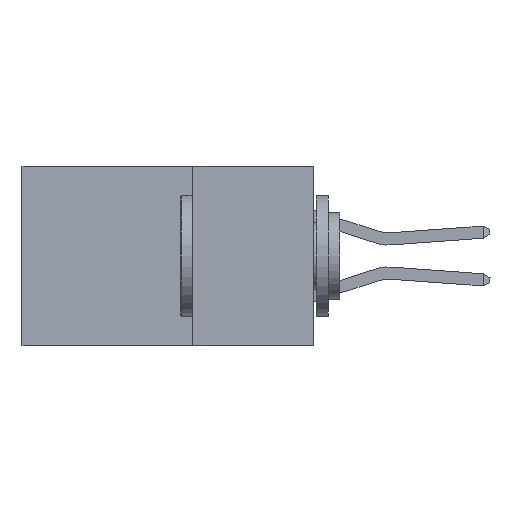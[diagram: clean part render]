
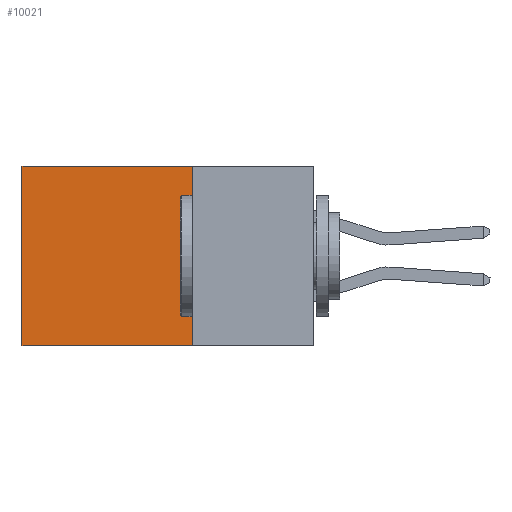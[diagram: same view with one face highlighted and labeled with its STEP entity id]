
A CAD part, left-side view. The second image highlights one B-rep face of the part: STEP entity #10021.
In plain terms, the highlighted planar face has unit normal (-1, 0, 0).
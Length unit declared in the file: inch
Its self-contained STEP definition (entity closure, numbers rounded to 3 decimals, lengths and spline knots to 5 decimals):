
#1444 = CARTESIAN_POINT ( 'NONE',  ( 0.2875, 0.6, 0. ) ) ;
#3662 = VERTEX_POINT ( 'NONE', #21578 ) ;
#4589 = PLANE ( 'NONE',  #12496 ) ;
#5784 = CARTESIAN_POINT ( 'NONE',  ( 0.2875, 0.25, 0. ) ) ;
#6818 = LINE ( 'NONE', #16676, #19751 ) ;
#6916 = DIRECTION ( 'NONE',  ( 0., 0., -1. ) ) ;
#7454 = DIRECTION ( 'NONE',  ( 0., 1., 0. ) ) ;
#7737 = VERTEX_POINT ( 'NONE', #14672 ) ;
#8169 = LINE ( 'NONE', #24917, #28626 ) ;
#8666 = ORIENTED_EDGE ( 'NONE', *, *, #17614, .F. ) ;
#9347 = VERTEX_POINT ( 'NONE', #1444 ) ;
#9492 = EDGE_CURVE ( 'NONE', #9810, #9347, #23155, .T. ) ;
#9810 = VERTEX_POINT ( 'NONE', #23958 ) ;
#10021 = ADVANCED_FACE ( 'NONE', ( #26370 ), #4589, .F. ) ;
#10610 = DIRECTION ( 'NONE',  ( 0., 0., -1. ) ) ;
#10704 = ORIENTED_EDGE ( 'NONE', *, *, #15571, .T. ) ;
#10773 = ORIENTED_EDGE ( 'NONE', *, *, #9492, .T. ) ;
#12496 = AXIS2_PLACEMENT_3D ( 'NONE', #27791, #29716, #13658 ) ;
#13658 = DIRECTION ( 'NONE',  ( 0., 0., -1. ) ) ;
#14672 = CARTESIAN_POINT ( 'NONE',  ( 0.2875, 0.25, -0.37 ) ) ;
#15255 = VECTOR ( 'NONE', #10610, 39.37008 ) ;
#15288 = VECTOR ( 'NONE', #15634, 39.37008 ) ;
#15571 = EDGE_CURVE ( 'NONE', #9347, #3662, #8169, .T. ) ;
#15634 = DIRECTION ( 'NONE',  ( 0., 1., 0. ) ) ;
#16676 = CARTESIAN_POINT ( 'NONE',  ( 0.2875, 0.25, -0.37 ) ) ;
#17614 = EDGE_CURVE ( 'NONE', #9810, #7737, #25294, .T. ) ;
#18030 = CARTESIAN_POINT ( 'NONE',  ( 0.2875, 0.25, 0. ) ) ;
#19751 = VECTOR ( 'NONE', #7454, 39.37008 ) ;
#21550 = EDGE_CURVE ( 'NONE', #7737, #3662, #6818, .T. ) ;
#21578 = CARTESIAN_POINT ( 'NONE',  ( 0.2875, 0.6, -0.37 ) ) ;
#23155 = LINE ( 'NONE', #18030, #15288 ) ;
#23526 = EDGE_LOOP ( 'NONE', ( #10704, #29694, #8666, #10773 ) ) ;
#23958 = CARTESIAN_POINT ( 'NONE',  ( 0.2875, 0.25, 0. ) ) ;
#24917 = CARTESIAN_POINT ( 'NONE',  ( 0.2875, 0.6, 0. ) ) ;
#25294 = LINE ( 'NONE', #5784, #15255 ) ;
#26370 = FACE_OUTER_BOUND ( 'NONE', #23526, .T. ) ;
#27791 = CARTESIAN_POINT ( 'NONE',  ( 0.2875, 0.25, 0. ) ) ;
#28626 = VECTOR ( 'NONE', #6916, 39.37008 ) ;
#29694 = ORIENTED_EDGE ( 'NONE', *, *, #21550, .F. ) ;
#29716 = DIRECTION ( 'NONE',  ( 1., 0., 0. ) ) ;
